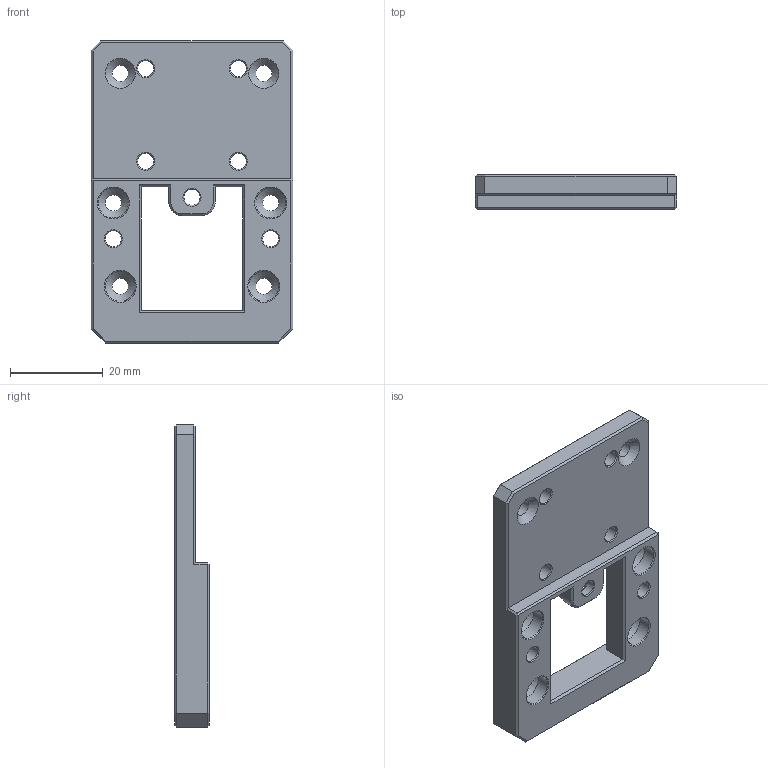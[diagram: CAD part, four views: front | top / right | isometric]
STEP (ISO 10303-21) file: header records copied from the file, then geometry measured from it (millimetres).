
FILE_DESCRIPTION(/* description */ (''),/* implementation_level */ '2;1');
FILE_NAME(/* name */ 'Linear Rail Backplate.step',/* time_stamp */ '2024-05-06T20:24:29+08:00',/* author */ (''),/* organization */ (''),/* preprocessor_version */ 'ST-DEVELOPER v20',/* originating_system */ 'Autodesk Translation Framework v12.20.1.177',/* authorisation */ '');
FILE_SCHEMA (('AUTOMOTIVE_DESIGN { 1 0 10303 214 3 1 1 }'));
Length unit declared in the file: millimetre
Products named in the file (1): Linear Rail Backplate
Bounding box: 43.5 x 7.5 x 65.25 mm (x, y, z)
Volume: 11594.2 mm3; surface area: 7210.8 mm2
Topology: 1 solids, 1 shells, 113 faces, 266 edges, 154 vertices
Faces by surface type: plane 57, cone 34, cylinder 22
Full cylindrical faces by diameter (mm): 3.5 x13, 6.5 x6
Entity records: 3242 total; most frequent: DIRECTION 567, CARTESIAN_POINT 538, ORIENTED_EDGE 532, EDGE_CURVE 266, LINE 189, VECTOR 189, AXIS2_PLACEMENT_3D 189, VERTEX_POINT 154
